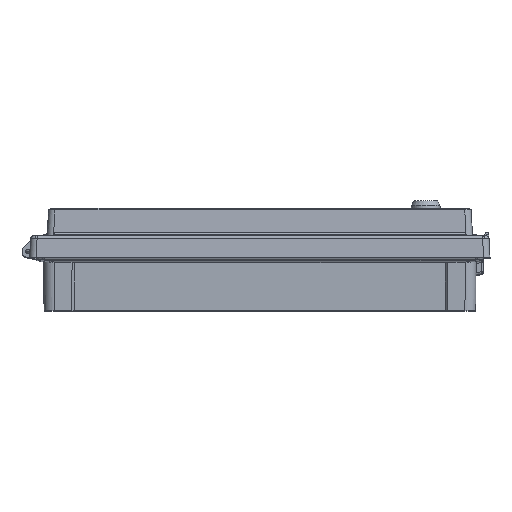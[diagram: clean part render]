
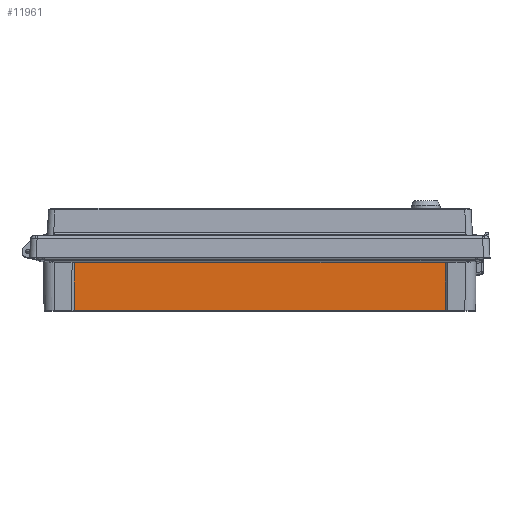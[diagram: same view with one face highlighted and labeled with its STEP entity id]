
A CAD part, top view. The second image highlights one B-rep face of the part: STEP entity #11961.
In plain terms, the highlighted planar face has unit normal (0, -0.009, 1).
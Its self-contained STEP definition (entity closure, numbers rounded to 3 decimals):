
#517=DIRECTION('',(1.,0.,0.));
#518=VECTOR('',#517,317.247);
#519=CARTESIAN_POINT('',(-158.624,-16.679,208.354));
#520=LINE('',#519,#518);
#4084=DIRECTION('',(1.,0.,0.));
#4085=VECTOR('',#4084,317.584);
#4086=CARTESIAN_POINT('',(-158.792,-57.595,207.997));
#4087=LINE('',#4086,#4085);
#4088=DIRECTION('',(-0.004,1.,0.009));
#4089=VECTOR('',#4088,40.918);
#4090=CARTESIAN_POINT('',(158.792,-57.595,207.997));
#4091=LINE('',#4090,#4089);
#4100=DIRECTION('',(0.004,1.,0.009));
#4101=VECTOR('',#4100,40.918);
#4102=CARTESIAN_POINT('',(-158.792,-57.595,207.997));
#4103=LINE('',#4102,#4101);
#6223=CARTESIAN_POINT('',(-158.624,-16.679,
208.354));
#6224=CARTESIAN_POINT('',(158.624,-16.679,208.354));
#6225=VERTEX_POINT('',#6223);
#6226=VERTEX_POINT('',#6224);
#6235=CARTESIAN_POINT('',(-158.792,-57.595,207.997));
#6236=CARTESIAN_POINT('',(158.792,-57.595,207.997));
#6237=VERTEX_POINT('',#6235);
#6238=VERTEX_POINT('',#6236);
#11949=CARTESIAN_POINT('',(-183.5,0.,208.5));
#11950=DIRECTION('',(0.,-0.009,1.));
#11951=DIRECTION('',(0.,-1.,-0.009));
#11952=AXIS2_PLACEMENT_3D('',#11949,#11950,#11951);
#11953=PLANE('',#11952);
#11954=ORIENTED_EDGE('',*,*,#7578,.F.);
#11956=ORIENTED_EDGE('',*,*,#11955,.T.);
#11957=ORIENTED_EDGE('',*,*,#7480,.T.);
#11958=ORIENTED_EDGE('',*,*,#11942,.F.);
#11959=EDGE_LOOP('',(#11954,#11956,#11957,#11958));
#11960=FACE_OUTER_BOUND('',#11959,.F.);
#11961=ADVANCED_FACE('',(#11960),#11953,.T.);
#7480=EDGE_CURVE('',#6225,#6226,#520,.T.);
#7578=EDGE_CURVE('',#6237,#6238,#4087,.T.);
#11942=EDGE_CURVE('',#6238,#6226,#4091,.T.);
#11955=EDGE_CURVE('',#6237,#6225,#4103,.T.);
